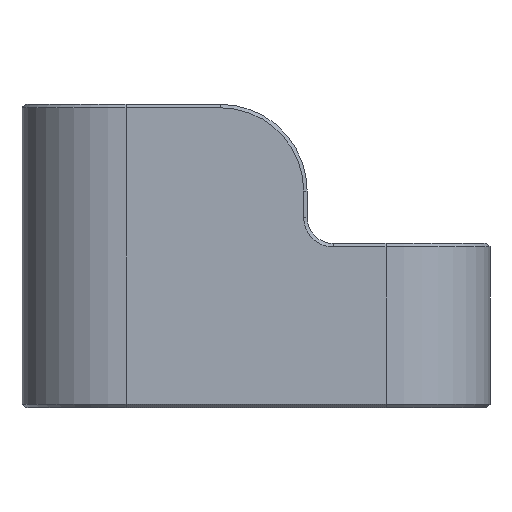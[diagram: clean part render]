
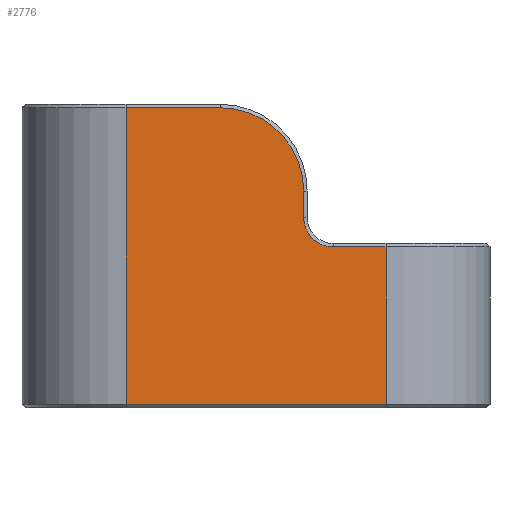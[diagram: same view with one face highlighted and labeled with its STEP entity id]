
A CAD part, front view. The second image highlights one B-rep face of the part: STEP entity #2776.
In plain terms, the highlighted planar face has unit normal (0, -1, 0).
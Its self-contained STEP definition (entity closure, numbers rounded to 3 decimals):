
#85=CIRCLE('',#2974,9.6);
#95=CIRCLE('',#3002,3.4);
#382=FACE_OUTER_BOUND('',#540,.T.);
#540=EDGE_LOOP('',(#2167,#2168,#2169,#2170,#2171,#2172,#2173,#2174));
#741=LINE('',#4212,#1035);
#772=LINE('',#4290,#1066);
#779=LINE('',#4313,#1073);
#794=LINE('',#4352,#1088);
#795=LINE('',#4355,#1089);
#796=LINE('',#4357,#1090);
#1035=VECTOR('',#3377,10.);
#1066=VECTOR('',#3450,10.);
#1073=VECTOR('',#3479,10.);
#1088=VECTOR('',#3522,10.);
#1089=VECTOR('',#3525,10.);
#1090=VECTOR('',#3526,10.);
#1324=VERTEX_POINT('',#4203);
#1326=VERTEX_POINT('',#4210);
#1350=VERTEX_POINT('',#4281);
#1351=VERTEX_POINT('',#4284);
#1352=VERTEX_POINT('',#4288);
#1357=VERTEX_POINT('',#4312);
#1368=VERTEX_POINT('',#4354);
#1369=VERTEX_POINT('',#4356);
#1593=EDGE_CURVE('',#1326,#1324,#741,.T.);
#1630=EDGE_CURVE('',#1351,#1350,#85,.T.);
#1632=EDGE_CURVE('',#1352,#1351,#772,.T.);
#1643=EDGE_CURVE('',#1357,#1350,#779,.T.);
#1663=EDGE_CURVE('',#1324,#1352,#794,.T.);
#1664=EDGE_CURVE('',#1326,#1368,#795,.T.);
#1665=EDGE_CURVE('',#1369,#1368,#796,.T.);
#1666=EDGE_CURVE('',#1369,#1357,#95,.T.);
#2167=ORIENTED_EDGE('',*,*,#1632,.F.);
#2168=ORIENTED_EDGE('',*,*,#1663,.F.);
#2169=ORIENTED_EDGE('',*,*,#1593,.F.);
#2170=ORIENTED_EDGE('',*,*,#1664,.T.);
#2171=ORIENTED_EDGE('',*,*,#1665,.F.);
#2172=ORIENTED_EDGE('',*,*,#1666,.T.);
#2173=ORIENTED_EDGE('',*,*,#1643,.T.);
#2174=ORIENTED_EDGE('',*,*,#1630,.F.);
#2655=PLANE('',#3001);
#2776=ADVANCED_FACE('',(#382),#2655,.T.);
#2974=AXIS2_PLACEMENT_3D('',#4286,#3445,#3446);
#3001=AXIS2_PLACEMENT_3D('',#4353,#3523,#3524);
#3002=AXIS2_PLACEMENT_3D('',#4358,#3527,#3528);
#3377=DIRECTION('',(-1.,0.,0.));
#3445=DIRECTION('center_axis',(0.,1.,0.));
#3446=DIRECTION('ref_axis',(1.,0.,0.));
#3450=DIRECTION('',(1.,0.,0.));
#3479=DIRECTION('',(0.,0.,1.));
#3522=DIRECTION('',(0.,0.,1.));
#3523=DIRECTION('center_axis',(0.,-1.,0.));
#3524=DIRECTION('ref_axis',(0.,0.,1.));
#3525=DIRECTION('',(0.,0.,1.));
#3526=DIRECTION('',(1.,0.,0.));
#3527=DIRECTION('center_axis',(0.,1.,0.));
#3528=DIRECTION('ref_axis',(-1.,0.,0.));
#4203=CARTESIAN_POINT('',(-305.708,683.358,-19.7));
#4210=CARTESIAN_POINT('',(-275.708,683.358,-19.7));
#4212=CARTESIAN_POINT('',(-304.708,683.358,-19.7));
#4281=CARTESIAN_POINT('',(-285.208,683.358,4.9));
#4284=CARTESIAN_POINT('',(-294.808,683.358,14.5));
#4286=CARTESIAN_POINT('Origin',(-294.808,683.358,4.9));
#4288=CARTESIAN_POINT('',(-305.708,683.358,14.5));
#4290=CARTESIAN_POINT('',(-285.258,683.358,14.5));
#4312=CARTESIAN_POINT('',(-285.208,683.358,1.849));
#4313=CARTESIAN_POINT('',(-285.208,683.358,1.849));
#4352=CARTESIAN_POINT('',(-305.708,683.358,14.5));
#4353=CARTESIAN_POINT('Origin',(-275.708,683.358,14.5));
#4354=CARTESIAN_POINT('',(-275.708,683.358,-1.551));
#4355=CARTESIAN_POINT('',(-275.708,683.358,-20.1));
#4356=CARTESIAN_POINT('',(-281.808,683.358,-1.551));
#4357=CARTESIAN_POINT('',(-281.808,683.358,-1.551));
#4358=CARTESIAN_POINT('Origin',(-281.808,683.358,1.849));
